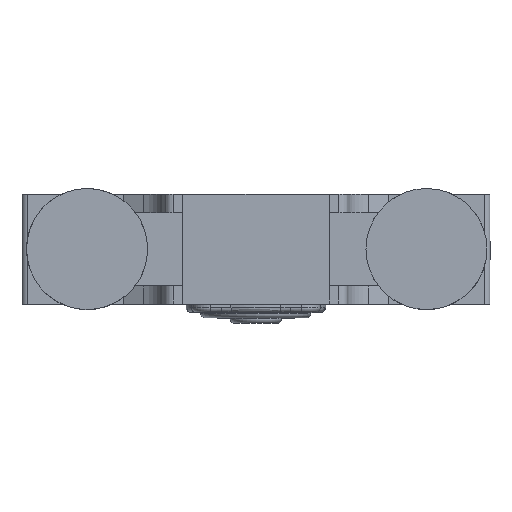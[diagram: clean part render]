
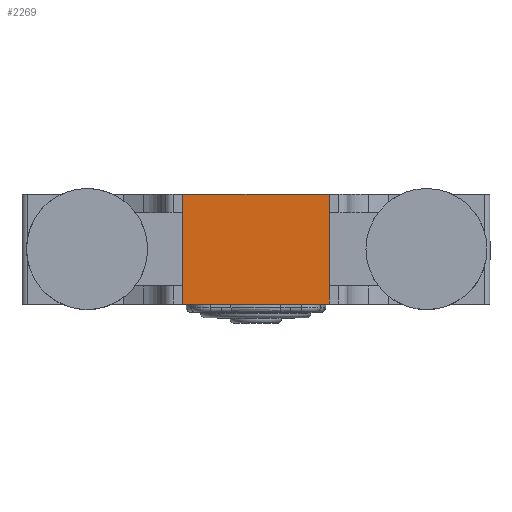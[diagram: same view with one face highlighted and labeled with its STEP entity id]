
A CAD part, top view. The second image highlights one B-rep face of the part: STEP entity #2269.
In plain terms, the highlighted planar face has unit normal (0, 0, 1).
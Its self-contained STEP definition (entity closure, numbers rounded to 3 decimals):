
#423 = VERTEX_POINT('',#424);
#424 = CARTESIAN_POINT('',(66.01,-59.75,-2.));
#430 = EDGE_CURVE('',#423,#431,#433,.T.);
#431 = VERTEX_POINT('',#432);
#432 = CARTESIAN_POINT('',(74.01,-59.75,-2.));
#433 = LINE('',#434,#435);
#434 = CARTESIAN_POINT('',(66.01,-59.75,-2.));
#435 = VECTOR('',#436,1.);
#436 = DIRECTION('',(1.,0.,0.));
#556 = VERTEX_POINT('',#557);
#557 = CARTESIAN_POINT('',(66.01,-65.75,-2.));
#563 = EDGE_CURVE('',#423,#556,#564,.T.);
#564 = LINE('',#565,#566);
#565 = CARTESIAN_POINT('',(66.01,-59.75,-2.));
#566 = VECTOR('',#567,1.);
#567 = DIRECTION('',(0.,-1.,0.));
#628 = EDGE_CURVE('',#556,#629,#631,.T.);
#629 = VERTEX_POINT('',#630);
#630 = CARTESIAN_POINT('',(74.,-65.75,-2.));
#631 = LINE('',#632,#633);
#632 = CARTESIAN_POINT('',(66.01,-65.75,-2.));
#633 = VECTOR('',#634,1.);
#634 = DIRECTION('',(1.,0.,0.));
#2269 = ADVANCED_FACE('',(#2270),#2329,.T.);
#2270 = FACE_BOUND('',#2271,.T.);
#2271 = EDGE_LOOP('',(#2272,#2273,#2274,#2275,#2283,#2291,#2299,#2307,
    #2315,#2323));
#2272 = ORIENTED_EDGE('',*,*,#430,.F.);
#2273 = ORIENTED_EDGE('',*,*,#563,.T.);
#2274 = ORIENTED_EDGE('',*,*,#628,.T.);
#2275 = ORIENTED_EDGE('',*,*,#2276,.T.);
#2276 = EDGE_CURVE('',#629,#2277,#2279,.T.);
#2277 = VERTEX_POINT('',#2278);
#2278 = CARTESIAN_POINT('',(74.,-64.75,-2.));
#2279 = LINE('',#2280,#2281);
#2280 = CARTESIAN_POINT('',(74.,-65.75,-2.));
#2281 = VECTOR('',#2282,1.);
#2282 = DIRECTION('',(0.,1.,0.));
#2283 = ORIENTED_EDGE('',*,*,#2284,.T.);
#2284 = EDGE_CURVE('',#2277,#2285,#2287,.T.);
#2285 = VERTEX_POINT('',#2286);
#2286 = CARTESIAN_POINT('',(74.01,-64.75,-2.));
#2287 = LINE('',#2288,#2289);
#2288 = CARTESIAN_POINT('',(74.,-64.75,-2.));
#2289 = VECTOR('',#2290,1.);
#2290 = DIRECTION('',(1.,0.,0.));
#2291 = ORIENTED_EDGE('',*,*,#2292,.F.);
#2292 = EDGE_CURVE('',#2293,#2285,#2295,.T.);
#2293 = VERTEX_POINT('',#2294);
#2294 = CARTESIAN_POINT('',(74.01,-60.76,-2.));
#2295 = LINE('',#2296,#2297);
#2296 = CARTESIAN_POINT('',(74.01,-59.75,-2.));
#2297 = VECTOR('',#2298,1.);
#2298 = DIRECTION('',(0.,-1.,0.));
#2299 = ORIENTED_EDGE('',*,*,#2300,.F.);
#2300 = EDGE_CURVE('',#2301,#2293,#2303,.T.);
#2301 = VERTEX_POINT('',#2302);
#2302 = CARTESIAN_POINT('',(74.01,-60.76,-2.));
#2303 = LINE('',#2304,#2305);
#2304 = CARTESIAN_POINT('',(74.01,-60.76,-2.));
#2305 = VECTOR('',#2306,1.);
#2306 = DIRECTION('',(1.,0.,0.));
#2307 = ORIENTED_EDGE('',*,*,#2308,.T.);
#2308 = EDGE_CURVE('',#2301,#2309,#2311,.T.);
#2309 = VERTEX_POINT('',#2310);
#2310 = CARTESIAN_POINT('',(74.01,-59.76,-2.));
#2311 = LINE('',#2312,#2313);
#2312 = CARTESIAN_POINT('',(74.01,-60.76,-2.));
#2313 = VECTOR('',#2314,1.);
#2314 = DIRECTION('',(0.,1.,0.));
#2315 = ORIENTED_EDGE('',*,*,#2316,.T.);
#2316 = EDGE_CURVE('',#2309,#2317,#2319,.T.);
#2317 = VERTEX_POINT('',#2318);
#2318 = CARTESIAN_POINT('',(74.01,-59.76,-2.));
#2319 = LINE('',#2320,#2321);
#2320 = CARTESIAN_POINT('',(74.01,-59.76,-2.));
#2321 = VECTOR('',#2322,1.);
#2322 = DIRECTION('',(1.,0.,0.));
#2323 = ORIENTED_EDGE('',*,*,#2324,.F.);
#2324 = EDGE_CURVE('',#431,#2317,#2325,.T.);
#2325 = LINE('',#2326,#2327);
#2326 = CARTESIAN_POINT('',(74.01,-59.75,-2.));
#2327 = VECTOR('',#2328,1.);
#2328 = DIRECTION('',(0.,-1.,0.));
#2329 = PLANE('',#2330);
#2330 = AXIS2_PLACEMENT_3D('',#2331,#2332,#2333);
#2331 = CARTESIAN_POINT('',(66.01,-59.75,-2.));
#2332 = DIRECTION('',(0.,0.,1.));
#2333 = DIRECTION('',(1.,0.,0.));
